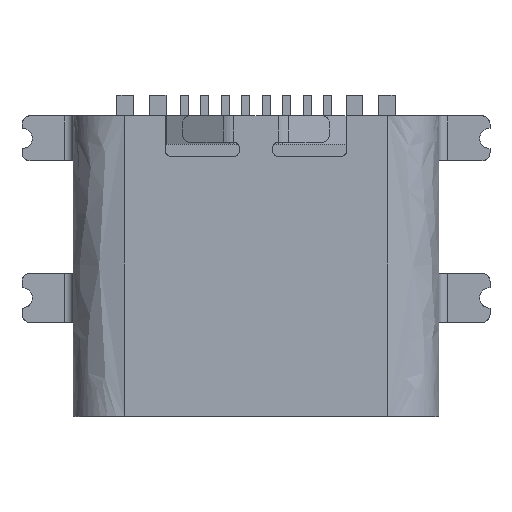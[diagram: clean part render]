
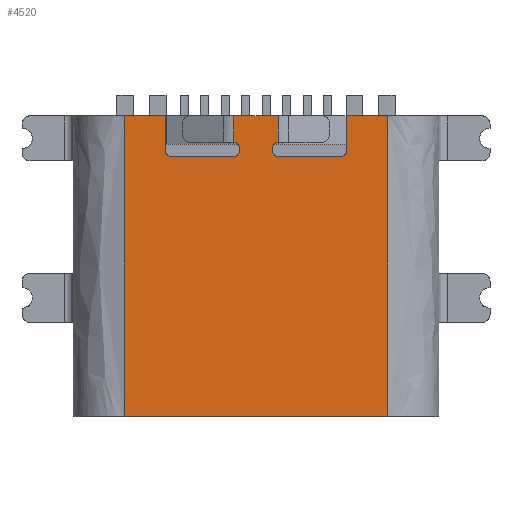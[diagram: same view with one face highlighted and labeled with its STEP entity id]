
A CAD part, top view. The second image highlights one B-rep face of the part: STEP entity #4520.
In plain terms, the highlighted free-form (B-spline) face has degree [1, 1] with [2, 2] control points.
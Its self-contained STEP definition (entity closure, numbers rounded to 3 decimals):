
#4226 = VERTEX_POINT('',#4227);
#4227 = CARTESIAN_POINT('',(0.4,2.625,3.91));
#4232 = EDGE_CURVE('',#4233,#4226,#4235,.T.);
#4233 = VERTEX_POINT('',#4234);
#4234 = CARTESIAN_POINT('',(0.4,2.575,3.91));
#4235 = B_SPLINE_CURVE_WITH_KNOTS('',1,(#4236,#4237),.UNSPECIFIED.,.F.,
  .F.,(2,2),(0.15,0.2),.PIECEWISE_BEZIER_KNOTS.);
#4236 = CARTESIAN_POINT('',(0.4,2.575,3.91));
#4237 = CARTESIAN_POINT('',(0.4,2.625,3.91));
#4262 = VERTEX_POINT('',#4263);
#4263 = CARTESIAN_POINT('',(2.22,3.425,3.91));
#4268 = EDGE_CURVE('',#4269,#4262,#4271,.T.);
#4269 = VERTEX_POINT('',#4270);
#4270 = CARTESIAN_POINT('',(3.22,3.425,3.91));
#4271 = B_SPLINE_CURVE_WITH_KNOTS('',1,(#4272,#4273),.UNSPECIFIED.,.F.,
  .F.,(2,2),(-6.44,-5.44),.PIECEWISE_BEZIER_KNOTS.);
#4272 = CARTESIAN_POINT('',(3.22,3.425,3.91));
#4273 = CARTESIAN_POINT('',(2.22,3.425,3.91));
#4520 = ADVANCED_FACE('',(#4521),#4653,.T.);
#4521 = FACE_BOUND('',#4522,.T.);
#4522 = EDGE_LOOP('',(#4523,#4532,#4539,#4547,#4554,#4562,#4569,#4577,
    #4584,#4591,#4598,#4605,#4610,#4611,#4618,#4626,#4633,#4639,#4640,
    #4648));
#4523 = ORIENTED_EDGE('',*,*,#4524,.T.);
#4524 = EDGE_CURVE('',#4525,#4527,#4529,.T.);
#4525 = VERTEX_POINT('',#4526);
#4526 = CARTESIAN_POINT('',(0.546,3.425,3.91));
#4527 = VERTEX_POINT('',#4528);
#4528 = CARTESIAN_POINT('',(-0.546,3.425,3.91));
#4529 = B_SPLINE_CURVE_WITH_KNOTS('',1,(#4530,#4531),.UNSPECIFIED.,.F.,
  .F.,(2,2),(-0.946,0.146),.PIECEWISE_BEZIER_KNOTS.);
#4530 = CARTESIAN_POINT('',(0.546,3.425,3.91));
#4531 = CARTESIAN_POINT('',(-0.546,3.425,3.91));
#4532 = ORIENTED_EDGE('',*,*,#4533,.F.);
#4533 = EDGE_CURVE('',#4534,#4527,#4536,.T.);
#4534 = VERTEX_POINT('',#4535);
#4535 = CARTESIAN_POINT('',(-0.546,2.775,3.91));
#4536 = B_SPLINE_CURVE_WITH_KNOTS('',1,(#4537,#4538),.UNSPECIFIED.,.F.,
  .F.,(2,2),(0.,0.65),.PIECEWISE_BEZIER_KNOTS.);
#4537 = CARTESIAN_POINT('',(-0.546,2.775,3.91));
#4538 = CARTESIAN_POINT('',(-0.546,3.425,3.91));
#4539 = ORIENTED_EDGE('',*,*,#4540,.F.);
#4540 = EDGE_CURVE('',#4541,#4534,#4543,.T.);
#4541 = VERTEX_POINT('',#4542);
#4542 = CARTESIAN_POINT('',(-0.4,2.625,3.91));
#4543 = ( BOUNDED_CURVE() B_SPLINE_CURVE(2,(#4544,#4545,#4546),
.UNSPECIFIED.,.F.,.F.) B_SPLINE_CURVE_WITH_KNOTS((3,3),(1.571,
3.118),.PIECEWISE_BEZIER_KNOTS.) CURVE() 
GEOMETRIC_REPRESENTATION_ITEM() RATIONAL_B_SPLINE_CURVE((1.,
0.716,1.)) REPRESENTATION_ITEM('') );
#4544 = CARTESIAN_POINT('',(-0.4,2.625,3.91));
#4545 = CARTESIAN_POINT('',(-0.4,2.771,3.91));
#4546 = CARTESIAN_POINT('',(-0.546,2.775,3.91));
#4547 = ORIENTED_EDGE('',*,*,#4548,.F.);
#4548 = EDGE_CURVE('',#4549,#4541,#4551,.T.);
#4549 = VERTEX_POINT('',#4550);
#4550 = CARTESIAN_POINT('',(-0.4,2.575,3.91));
#4551 = B_SPLINE_CURVE_WITH_KNOTS('',1,(#4552,#4553),.UNSPECIFIED.,.F.,
  .F.,(2,2),(0.15,0.2),.PIECEWISE_BEZIER_KNOTS.);
#4552 = CARTESIAN_POINT('',(-0.4,2.575,3.91));
#4553 = CARTESIAN_POINT('',(-0.4,2.625,3.91));
#4554 = ORIENTED_EDGE('',*,*,#4555,.F.);
#4555 = EDGE_CURVE('',#4556,#4549,#4558,.T.);
#4556 = VERTEX_POINT('',#4557);
#4557 = CARTESIAN_POINT('',(-0.55,2.425,3.91));
#4558 = ( BOUNDED_CURVE() B_SPLINE_CURVE(2,(#4559,#4560,#4561),
.UNSPECIFIED.,.F.,.F.) B_SPLINE_CURVE_WITH_KNOTS((3,3),(0.,
1.571),.PIECEWISE_BEZIER_KNOTS.) CURVE() 
GEOMETRIC_REPRESENTATION_ITEM() RATIONAL_B_SPLINE_CURVE((1.,
0.707,1.)) REPRESENTATION_ITEM('') );
#4559 = CARTESIAN_POINT('',(-0.55,2.425,3.91));
#4560 = CARTESIAN_POINT('',(-0.4,2.425,3.91));
#4561 = CARTESIAN_POINT('',(-0.4,2.575,3.91));
#4562 = ORIENTED_EDGE('',*,*,#4563,.T.);
#4563 = EDGE_CURVE('',#4556,#4564,#4566,.T.);
#4564 = VERTEX_POINT('',#4565);
#4565 = CARTESIAN_POINT('',(-2.07,2.425,3.91));
#4566 = B_SPLINE_CURVE_WITH_KNOTS('',1,(#4567,#4568),.UNSPECIFIED.,.F.,
  .F.,(2,2),(-1.67,-0.15),.PIECEWISE_BEZIER_KNOTS.);
#4567 = CARTESIAN_POINT('',(-0.55,2.425,3.91));
#4568 = CARTESIAN_POINT('',(-2.07,2.425,3.91));
#4569 = ORIENTED_EDGE('',*,*,#4570,.F.);
#4570 = EDGE_CURVE('',#4571,#4564,#4573,.T.);
#4571 = VERTEX_POINT('',#4572);
#4572 = CARTESIAN_POINT('',(-2.22,2.575,3.91));
#4573 = ( BOUNDED_CURVE() B_SPLINE_CURVE(2,(#4574,#4575,#4576),
.UNSPECIFIED.,.F.,.F.) B_SPLINE_CURVE_WITH_KNOTS((3,3),(4.712,
6.283),.PIECEWISE_BEZIER_KNOTS.) CURVE() 
GEOMETRIC_REPRESENTATION_ITEM() RATIONAL_B_SPLINE_CURVE((1.,
0.707,1.)) REPRESENTATION_ITEM('') );
#4574 = CARTESIAN_POINT('',(-2.22,2.575,3.91));
#4575 = CARTESIAN_POINT('',(-2.22,2.425,3.91));
#4576 = CARTESIAN_POINT('',(-2.07,2.425,3.91));
#4577 = ORIENTED_EDGE('',*,*,#4578,.T.);
#4578 = EDGE_CURVE('',#4571,#4579,#4581,.T.);
#4579 = VERTEX_POINT('',#4580);
#4580 = CARTESIAN_POINT('',(-2.22,3.425,3.91));
#4581 = B_SPLINE_CURVE_WITH_KNOTS('',1,(#4582,#4583),.UNSPECIFIED.,.F.,
  .F.,(2,2),(-0.85,0.),.PIECEWISE_BEZIER_KNOTS.);
#4582 = CARTESIAN_POINT('',(-2.22,2.575,3.91));
#4583 = CARTESIAN_POINT('',(-2.22,3.425,3.91));
#4584 = ORIENTED_EDGE('',*,*,#4585,.F.);
#4585 = EDGE_CURVE('',#4586,#4579,#4588,.T.);
#4586 = VERTEX_POINT('',#4587);
#4587 = CARTESIAN_POINT('',(-3.22,3.425,3.91));
#4588 = B_SPLINE_CURVE_WITH_KNOTS('',1,(#4589,#4590),.UNSPECIFIED.,.F.,
  .F.,(2,2),(-6.44,-5.44),.PIECEWISE_BEZIER_KNOTS.);
#4589 = CARTESIAN_POINT('',(-3.22,3.425,3.91));
#4590 = CARTESIAN_POINT('',(-2.22,3.425,3.91));
#4591 = ORIENTED_EDGE('',*,*,#4592,.T.);
#4592 = EDGE_CURVE('',#4586,#4593,#4595,.T.);
#4593 = VERTEX_POINT('',#4594);
#4594 = CARTESIAN_POINT('',(-3.22,-3.925,3.91));
#4595 = B_SPLINE_CURVE_WITH_KNOTS('',1,(#4596,#4597),.UNSPECIFIED.,.F.,
  .F.,(2,2),(0.,7.35),.PIECEWISE_BEZIER_KNOTS.);
#4596 = CARTESIAN_POINT('',(-3.22,3.425,3.91));
#4597 = CARTESIAN_POINT('',(-3.22,-3.925,3.91));
#4598 = ORIENTED_EDGE('',*,*,#4599,.F.);
#4599 = EDGE_CURVE('',#4600,#4593,#4602,.T.);
#4600 = VERTEX_POINT('',#4601);
#4601 = CARTESIAN_POINT('',(3.22,-3.925,3.91));
#4602 = B_SPLINE_CURVE_WITH_KNOTS('',1,(#4603,#4604),.UNSPECIFIED.,.F.,
  .F.,(2,2),(0.,6.44),.PIECEWISE_BEZIER_KNOTS.);
#4603 = CARTESIAN_POINT('',(3.22,-3.925,3.91));
#4604 = CARTESIAN_POINT('',(-3.22,-3.925,3.91));
#4605 = ORIENTED_EDGE('',*,*,#4606,.F.);
#4606 = EDGE_CURVE('',#4269,#4600,#4607,.T.);
#4607 = B_SPLINE_CURVE_WITH_KNOTS('',1,(#4608,#4609),.UNSPECIFIED.,.F.,
  .F.,(2,2),(0.,7.35),.PIECEWISE_BEZIER_KNOTS.);
#4608 = CARTESIAN_POINT('',(3.22,3.425,3.91));
#4609 = CARTESIAN_POINT('',(3.22,-3.925,3.91));
#4610 = ORIENTED_EDGE('',*,*,#4268,.T.);
#4611 = ORIENTED_EDGE('',*,*,#4612,.F.);
#4612 = EDGE_CURVE('',#4613,#4262,#4615,.T.);
#4613 = VERTEX_POINT('',#4614);
#4614 = CARTESIAN_POINT('',(2.22,2.575,3.91));
#4615 = B_SPLINE_CURVE_WITH_KNOTS('',1,(#4616,#4617),.UNSPECIFIED.,.F.,
  .F.,(2,2),(-0.85,0.),.PIECEWISE_BEZIER_KNOTS.);
#4616 = CARTESIAN_POINT('',(2.22,2.575,3.91));
#4617 = CARTESIAN_POINT('',(2.22,3.425,3.91));
#4618 = ORIENTED_EDGE('',*,*,#4619,.T.);
#4619 = EDGE_CURVE('',#4613,#4620,#4622,.T.);
#4620 = VERTEX_POINT('',#4621);
#4621 = CARTESIAN_POINT('',(2.07,2.425,3.91));
#4622 = ( BOUNDED_CURVE() B_SPLINE_CURVE(2,(#4623,#4624,#4625),
.UNSPECIFIED.,.F.,.F.) B_SPLINE_CURVE_WITH_KNOTS((3,3),(4.712,
6.283),.PIECEWISE_BEZIER_KNOTS.) CURVE() 
GEOMETRIC_REPRESENTATION_ITEM() RATIONAL_B_SPLINE_CURVE((1.,
0.707,1.)) REPRESENTATION_ITEM('') );
#4623 = CARTESIAN_POINT('',(2.22,2.575,3.91));
#4624 = CARTESIAN_POINT('',(2.22,2.425,3.91));
#4625 = CARTESIAN_POINT('',(2.07,2.425,3.91));
#4626 = ORIENTED_EDGE('',*,*,#4627,.F.);
#4627 = EDGE_CURVE('',#4628,#4620,#4630,.T.);
#4628 = VERTEX_POINT('',#4629);
#4629 = CARTESIAN_POINT('',(0.55,2.425,3.91));
#4630 = B_SPLINE_CURVE_WITH_KNOTS('',1,(#4631,#4632),.UNSPECIFIED.,.F.,
  .F.,(2,2),(-1.67,-0.15),.PIECEWISE_BEZIER_KNOTS.);
#4631 = CARTESIAN_POINT('',(0.55,2.425,3.91));
#4632 = CARTESIAN_POINT('',(2.07,2.425,3.91));
#4633 = ORIENTED_EDGE('',*,*,#4634,.T.);
#4634 = EDGE_CURVE('',#4628,#4233,#4635,.T.);
#4635 = ( BOUNDED_CURVE() B_SPLINE_CURVE(2,(#4636,#4637,#4638),
.UNSPECIFIED.,.F.,.F.) B_SPLINE_CURVE_WITH_KNOTS((3,3),(0.,
1.571),.PIECEWISE_BEZIER_KNOTS.) CURVE() 
GEOMETRIC_REPRESENTATION_ITEM() RATIONAL_B_SPLINE_CURVE((1.,
0.707,1.)) REPRESENTATION_ITEM('') );
#4636 = CARTESIAN_POINT('',(0.55,2.425,3.91));
#4637 = CARTESIAN_POINT('',(0.4,2.425,3.91));
#4638 = CARTESIAN_POINT('',(0.4,2.575,3.91));
#4639 = ORIENTED_EDGE('',*,*,#4232,.T.);
#4640 = ORIENTED_EDGE('',*,*,#4641,.T.);
#4641 = EDGE_CURVE('',#4226,#4642,#4644,.T.);
#4642 = VERTEX_POINT('',#4643);
#4643 = CARTESIAN_POINT('',(0.546,2.775,3.91));
#4644 = ( BOUNDED_CURVE() B_SPLINE_CURVE(2,(#4645,#4646,#4647),
.UNSPECIFIED.,.F.,.F.) B_SPLINE_CURVE_WITH_KNOTS((3,3),(1.571,
3.118),.PIECEWISE_BEZIER_KNOTS.) CURVE() 
GEOMETRIC_REPRESENTATION_ITEM() RATIONAL_B_SPLINE_CURVE((1.,
0.716,1.)) REPRESENTATION_ITEM('') );
#4645 = CARTESIAN_POINT('',(0.4,2.625,3.91));
#4646 = CARTESIAN_POINT('',(0.4,2.771,3.91));
#4647 = CARTESIAN_POINT('',(0.546,2.775,3.91));
#4648 = ORIENTED_EDGE('',*,*,#4649,.T.);
#4649 = EDGE_CURVE('',#4642,#4525,#4650,.T.);
#4650 = B_SPLINE_CURVE_WITH_KNOTS('',1,(#4651,#4652),.UNSPECIFIED.,.F.,
  .F.,(2,2),(0.,0.65),.PIECEWISE_BEZIER_KNOTS.);
#4651 = CARTESIAN_POINT('',(0.546,2.775,3.91));
#4652 = CARTESIAN_POINT('',(0.546,3.425,3.91));
#4653 = B_SPLINE_SURFACE_WITH_KNOTS('',1,1,(
    (#4654,#4655)
    ,(#4656,#4657
    )),.UNSPECIFIED.,.F.,.F.,.F.,(2,2),(2,2),(0.,7.35),(
    0.,6.44),.PIECEWISE_BEZIER_KNOTS.);
#4654 = CARTESIAN_POINT('',(-3.22,3.425,3.91));
#4655 = CARTESIAN_POINT('',(3.22,3.425,3.91));
#4656 = CARTESIAN_POINT('',(-3.22,-3.925,3.91));
#4657 = CARTESIAN_POINT('',(3.22,-3.925,3.91));
